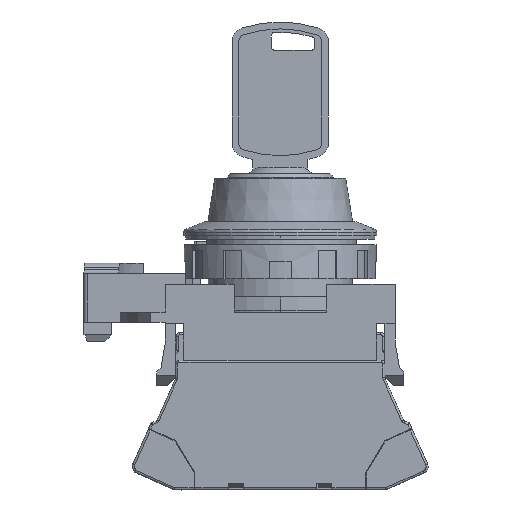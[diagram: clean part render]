
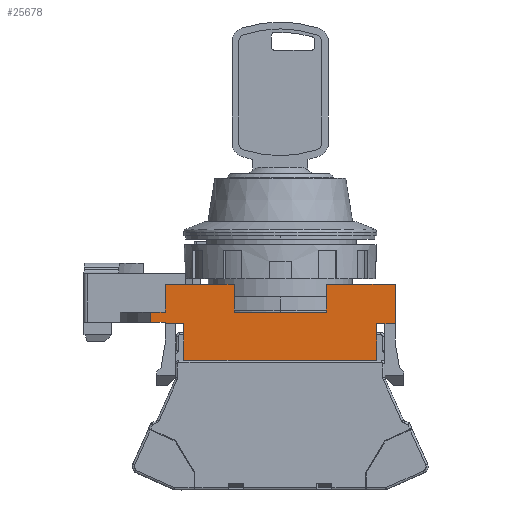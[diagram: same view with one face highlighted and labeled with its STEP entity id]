
A CAD part, left-side view. The second image highlights one B-rep face of the part: STEP entity #25678.
In plain terms, the highlighted planar face has unit normal (-1, 0, 0).
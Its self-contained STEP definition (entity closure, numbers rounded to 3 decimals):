
#148 = DIRECTION ( 'NONE',  ( 0., 1., 0. ) ) ;
#157 = LINE ( 'NONE', #9114, #1150 ) ;
#352 = LINE ( 'NONE', #9310, #25737 ) ;
#474 = EDGE_CURVE ( 'NONE', #27001, #28717, #24369, .T. ) ;
#520 = ORIENTED_EDGE ( 'NONE', *, *, #20450, .F. ) ;
#795 = CARTESIAN_POINT ( 'NONE',  ( -14.9, 16.7, 4. ) ) ;
#822 = VECTOR ( 'NONE', #13594, 1000. ) ;
#973 = ORIENTED_EDGE ( 'NONE', *, *, #7331, .T. ) ;
#1069 = VERTEX_POINT ( 'NONE', #8123 ) ;
#1150 = VECTOR ( 'NONE', #18086, 1000. ) ;
#2029 = EDGE_CURVE ( 'NONE', #2466, #28717, #6851, .T. ) ;
#2171 = VERTEX_POINT ( 'NONE', #13165 ) ;
#2360 = PLANE ( 'NONE',  #21789 ) ;
#2409 = CARTESIAN_POINT ( 'NONE',  ( -14.9, 1.057, 7. ) ) ;
#2466 = VERTEX_POINT ( 'NONE', #25939 ) ;
#2532 = CARTESIAN_POINT ( 'NONE',  ( -14.9, 18.815, 5.5 ) ) ;
#2732 = EDGE_CURVE ( 'NONE', #24700, #19211, #18718, .T. ) ;
#2986 = LINE ( 'NONE', #11933, #22561 ) ;
#3900 = DIRECTION ( 'NONE',  ( 0., -1., 0. ) ) ;
#4080 = LINE ( 'NONE', #13025, #10671 ) ;
#4111 = CARTESIAN_POINT ( 'NONE',  ( -14.9, 6.7, 11. ) ) ;
#4254 = CARTESIAN_POINT ( 'NONE',  ( -14.9, 18.815, 6.25 ) ) ;
#4618 = CARTESIAN_POINT ( 'NONE',  ( -14.9, 0., 0. ) ) ;
#5038 = DIRECTION ( 'NONE',  ( 0., 1., 0. ) ) ;
#5257 = EDGE_CURVE ( 'NONE', #8935, #5754, #15062, .T. ) ;
#5450 = CARTESIAN_POINT ( 'NONE',  ( -14.9, 18.815, 7. ) ) ;
#5754 = VERTEX_POINT ( 'NONE', #4111 ) ;
#5982 = ORIENTED_EDGE ( 'NONE', *, *, #11213, .F. ) ;
#6635 = ORIENTED_EDGE ( 'NONE', *, *, #14533, .F. ) ;
#6749 = EDGE_CURVE ( 'NONE', #20020, #2466, #20921, .T. ) ;
#6851 = LINE ( 'NONE', #15813, #11524 ) ;
#7162 = DIRECTION ( 'NONE',  ( 0., 1., 0. ) ) ;
#7264 = CARTESIAN_POINT ( 'NONE',  ( -14.9, 14., 5.3 ) ) ;
#7272 = VECTOR ( 'NONE', #7551, 1000. ) ;
#7331 = EDGE_CURVE ( 'NONE', #12905, #1069, #29045, .T. ) ;
#7551 = DIRECTION ( 'NONE',  ( 0., 0., 1. ) ) ;
#8123 = CARTESIAN_POINT ( 'NONE',  ( -14.9, -14., 5.3 ) ) ;
#8181 = ORIENTED_EDGE ( 'NONE', *, *, #474, .T. ) ;
#8602 = ORIENTED_EDGE ( 'NONE', *, *, #11675, .T. ) ;
#8605 = DIRECTION ( 'NONE',  ( 0., -1., 0. ) ) ;
#8774 = VECTOR ( 'NONE', #11364, 1000. ) ;
#8778 = LINE ( 'NONE', #17749, #28474 ) ;
#8919 = VERTEX_POINT ( 'NONE', #7264 ) ;
#8920 = CARTESIAN_POINT ( 'NONE',  ( -14.9, -14., 2.65 ) ) ;
#8935 = VERTEX_POINT ( 'NONE', #14025 ) ;
#9114 = CARTESIAN_POINT ( 'NONE',  ( -14.9, 1.057, 11. ) ) ;
#9310 = CARTESIAN_POINT ( 'NONE',  ( -14.9, 14., 5.5 ) ) ;
#9756 = DIRECTION ( 'NONE',  ( 0., 0., 1. ) ) ;
#9790 = VECTOR ( 'NONE', #9756, 1000. ) ;
#9993 = ORIENTED_EDGE ( 'NONE', *, *, #11709, .F. ) ;
#10547 = EDGE_CURVE ( 'NONE', #2171, #24700, #22527, .T. ) ;
#10671 = VECTOR ( 'NONE', #21996, 1000. ) ;
#11206 = CARTESIAN_POINT ( 'NONE',  ( -14.9, 16.7, 7. ) ) ;
#11213 = EDGE_CURVE ( 'NONE', #27505, #24665, #4080, .T. ) ;
#11309 = VECTOR ( 'NONE', #5038, 1000. ) ;
#11316 = CARTESIAN_POINT ( 'NONE',  ( -14.9, -16.7, 0. ) ) ;
#11364 = DIRECTION ( 'NONE',  ( 0., -1., 0. ) ) ;
#11524 = VECTOR ( 'NONE', #24776, 1000. ) ;
#11675 = EDGE_CURVE ( 'NONE', #26531, #12905, #24728, .T. ) ;
#11709 = EDGE_CURVE ( 'NONE', #26531, #8919, #352, .T. ) ;
#11933 = CARTESIAN_POINT ( 'NONE',  ( -14.9, 6.7, 5.5 ) ) ;
#12530 = ORIENTED_EDGE ( 'NONE', *, *, #10547, .F. ) ;
#12905 = VERTEX_POINT ( 'NONE', #27700 ) ;
#13025 = CARTESIAN_POINT ( 'NONE',  ( -14.9, -16.7, 5.5 ) ) ;
#13165 = CARTESIAN_POINT ( 'NONE',  ( -14.9, 6.7, 7. ) ) ;
#13566 = DIRECTION ( 'NONE',  ( 0., -1., 0. ) ) ;
#13594 = DIRECTION ( 'NONE',  ( 0., 0., -1. ) ) ;
#13802 = ORIENTED_EDGE ( 'NONE', *, *, #28303, .F. ) ;
#13987 = CARTESIAN_POINT ( 'NONE',  ( -14.9, 14., 0. ) ) ;
#14025 = CARTESIAN_POINT ( 'NONE',  ( -14.9, 16.7, 11. ) ) ;
#14124 = VECTOR ( 'NONE', #8605, 1000. ) ;
#14468 = VECTOR ( 'NONE', #3900, 1000. ) ;
#14533 = EDGE_CURVE ( 'NONE', #27001, #25172, #19768, .T. ) ;
#14639 = EDGE_CURVE ( 'NONE', #8919, #20020, #16196, .T. ) ;
#14688 = EDGE_CURVE ( 'NONE', #5754, #2171, #2986, .T. ) ;
#15062 = LINE ( 'NONE', #24018, #14468 ) ;
#15148 = ORIENTED_EDGE ( 'NONE', *, *, #14688, .F. ) ;
#15384 = EDGE_CURVE ( 'NONE', #24665, #1069, #18341, .T. ) ;
#15406 = CARTESIAN_POINT ( 'NONE',  ( -14.9, -6.7, 11. ) ) ;
#15413 = ORIENTED_EDGE ( 'NONE', *, *, #5257, .F. ) ;
#15569 = ORIENTED_EDGE ( 'NONE', *, *, #2029, .F. ) ;
#15813 = CARTESIAN_POINT ( 'NONE',  ( -14.9, 1.057, 5.5 ) ) ;
#16196 = LINE ( 'NONE', #25155, #11309 ) ;
#17749 = CARTESIAN_POINT ( 'NONE',  ( -14.9, 16.7, 5.5 ) ) ;
#17886 = DIRECTION ( 'NONE',  ( 0., 0., 1. ) ) ;
#17983 = ORIENTED_EDGE ( 'NONE', *, *, #15384, .F. ) ;
#18086 = DIRECTION ( 'NONE',  ( 0., -1., 0. ) ) ;
#18283 = DIRECTION ( 'NONE',  ( 0., 0., 1. ) ) ;
#18341 = LINE ( 'NONE', #27294, #22070 ) ;
#18718 = LINE ( 'NONE', #27680, #7272 ) ;
#19061 = CARTESIAN_POINT ( 'NONE',  ( -14.9, -6.7, 7. ) ) ;
#19211 = VERTEX_POINT ( 'NONE', #15406 ) ;
#19768 = LINE ( 'NONE', #28738, #14124 ) ;
#19866 = CARTESIAN_POINT ( 'NONE',  ( -14.9, -16.7, 11. ) ) ;
#20020 = VERTEX_POINT ( 'NONE', #22376 ) ;
#20040 = ORIENTED_EDGE ( 'NONE', *, *, #14639, .F. ) ;
#20268 = DIRECTION ( 'NONE',  ( 1., 0., 0. ) ) ;
#20450 = EDGE_CURVE ( 'NONE', #19211, #27505, #157, .T. ) ;
#20902 = DIRECTION ( 'NONE',  ( 0., 0., -1. ) ) ;
#20921 = LINE ( 'NONE', #795, #9790 ) ;
#21789 = AXIS2_PLACEMENT_3D ( 'NONE', #11316, #20268, #148 ) ;
#21996 = DIRECTION ( 'NONE',  ( 0., 0., -1. ) ) ;
#22070 = VECTOR ( 'NONE', #7162, 1000. ) ;
#22098 = ORIENTED_EDGE ( 'NONE', *, *, #2732, .F. ) ;
#22376 = CARTESIAN_POINT ( 'NONE',  ( -14.9, 16.7, 5.3 ) ) ;
#22471 = FACE_OUTER_BOUND ( 'NONE', #25004, .T. ) ;
#22527 = LINE ( 'NONE', #2409, #8774 ) ;
#22561 = VECTOR ( 'NONE', #20902, 1000. ) ;
#23311 = CARTESIAN_POINT ( 'NONE',  ( -14.9, -16.7, 5.3 ) ) ;
#23462 = VECTOR ( 'NONE', #17886, 1000. ) ;
#24018 = CARTESIAN_POINT ( 'NONE',  ( -14.9, 1.057, 11. ) ) ;
#24369 = LINE ( 'NONE', #4254, #822 ) ;
#24665 = VERTEX_POINT ( 'NONE', #23311 ) ;
#24700 = VERTEX_POINT ( 'NONE', #19061 ) ;
#24728 = LINE ( 'NONE', #4618, #27122 ) ;
#24776 = DIRECTION ( 'NONE',  ( 0., 1., 0. ) ) ;
#25004 = EDGE_LOOP ( 'NONE', ( #5982, #520, #22098, #12530, #15148, #15413, #13802, #6635, #8181, #15569, #27711, #20040, #9993, #8602, #973, #17983 ) ) ;
#25155 = CARTESIAN_POINT ( 'NONE',  ( -14.9, 1.057, 5.3 ) ) ;
#25172 = VERTEX_POINT ( 'NONE', #11206 ) ;
#25678 = ADVANCED_FACE ( 'NONE', ( #22471 ), #2360, .F. ) ;
#25737 = VECTOR ( 'NONE', #18283, 1000. ) ;
#25939 = CARTESIAN_POINT ( 'NONE',  ( -14.9, 16.7, 5.5 ) ) ;
#26531 = VERTEX_POINT ( 'NONE', #13987 ) ;
#26708 = DIRECTION ( 'NONE',  ( 0., 0., 1. ) ) ;
#27001 = VERTEX_POINT ( 'NONE', #5450 ) ;
#27122 = VECTOR ( 'NONE', #13566, 1000. ) ;
#27294 = CARTESIAN_POINT ( 'NONE',  ( -14.9, 1.057, 5.3 ) ) ;
#27505 = VERTEX_POINT ( 'NONE', #19866 ) ;
#27680 = CARTESIAN_POINT ( 'NONE',  ( -14.9, -6.7, 5.5 ) ) ;
#27700 = CARTESIAN_POINT ( 'NONE',  ( -14.9, -14., 0. ) ) ;
#27711 = ORIENTED_EDGE ( 'NONE', *, *, #6749, .F. ) ;
#28303 = EDGE_CURVE ( 'NONE', #25172, #8935, #8778, .T. ) ;
#28474 = VECTOR ( 'NONE', #26708, 1000. ) ;
#28717 = VERTEX_POINT ( 'NONE', #2532 ) ;
#28738 = CARTESIAN_POINT ( 'NONE',  ( -14.9, 1.057, 7. ) ) ;
#29045 = LINE ( 'NONE', #8920, #23462 ) ;
